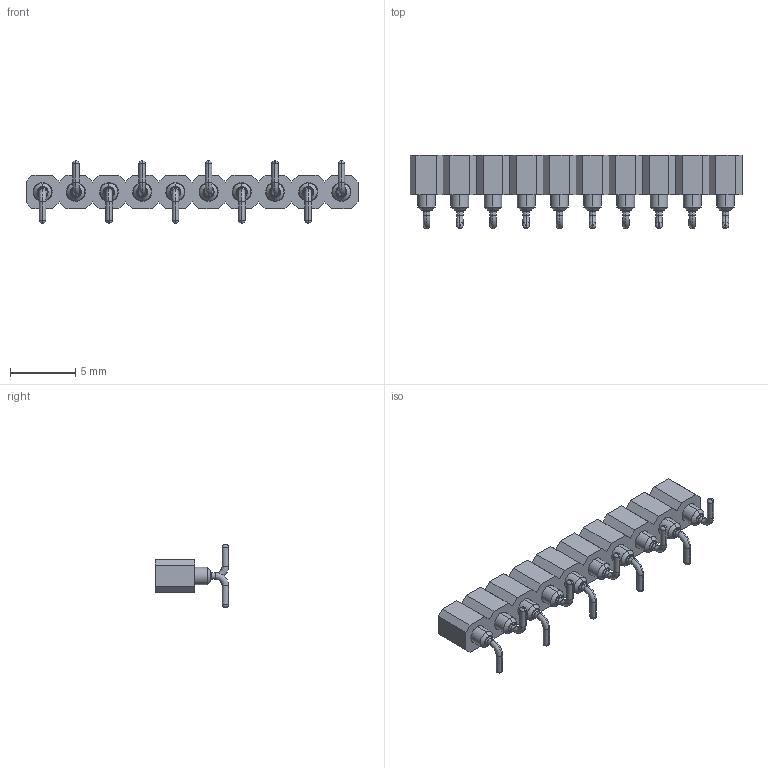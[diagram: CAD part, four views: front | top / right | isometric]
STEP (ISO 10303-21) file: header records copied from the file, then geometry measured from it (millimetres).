
FILE_DESCRIPTION( ('This file contains a STEP AP42 implementation' ,'as created by ZW3D STEP Interface translator.') ,'2;1' );
FILE_NAME( '3520-301XXMXX074X2.stp' ,'231016.134718', (''), ('ZWCAD Software Co.'), 'Version 1.0', 'ZW3D to STEP translator', '' );
FILE_SCHEMA(('AUTOMOTIVE_DESIGN { 1 0 10303 214 1 1 1 1 }'));
Length unit declared in the file: millimetre
Products named in the file (2): 0; 3520-30120MXX074X2
Bounding box: 25.4 x 5.6 x 4.8 mm (x, y, z)
Volume: 159.1 mm3; surface area: 823.4 mm2
Topology: 1 solids, 21 shells, 874 faces, 2146 edges, 1324 vertices
Faces by surface type: bspline 360, plane 304, cone 170, cylinder 40
Entity records: 48160 total; most frequent: CARTESIAN_POINT 32559, ORIENTED_EDGE 4312, EDGE_CURVE 2116, B_SPLINE_CURVE_WITH_KNOTS 1994, VERTEX_POINT 1324, DIRECTION 1072, EDGE_LOOP 954, FACE_OUTER_BOUND 874
